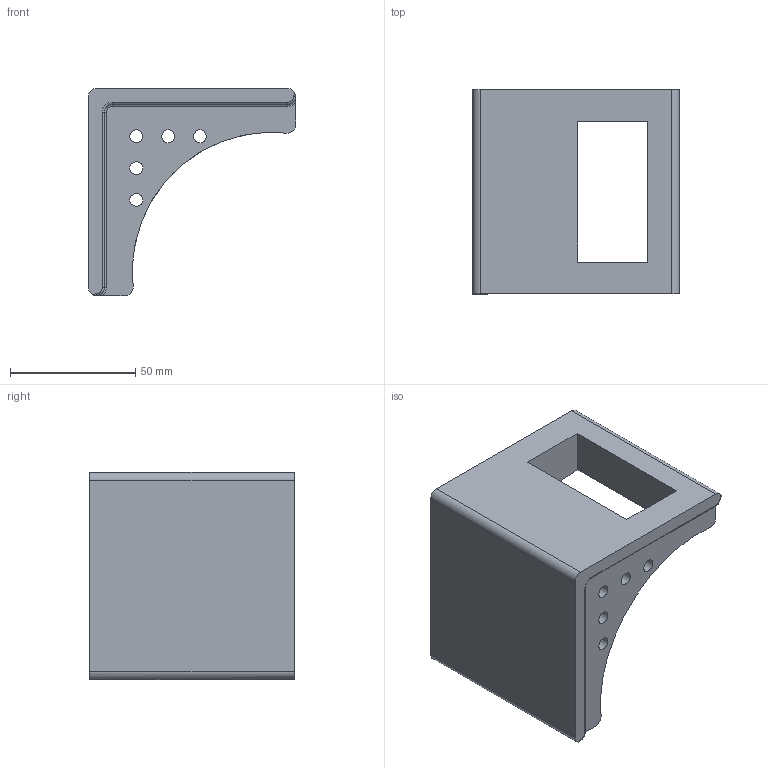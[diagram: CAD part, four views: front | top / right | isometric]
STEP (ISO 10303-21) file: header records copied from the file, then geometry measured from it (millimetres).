
FILE_DESCRIPTION(/* description */ (''),/* implementation_level */ '2;1');
FILE_NAME(/* name */ 'DONT USE DB1-017.stp',/* time_stamp */ '2025-03-08T20:01:07-05:00',/* author */ ('slick'),/* organization */ (''),/* preprocessor_version */ 'ST-DEVELOPER v19.2',/* originating_system */ 'Autodesk Inventor 2023',/* authorisation */ '');
FILE_SCHEMA (('AUTOMOTIVE_DESIGN { 1 0 10303 214 3 1 1 }'));
Length unit declared in the file: inch
Products named in the file (1): DB1-017
Bounding box: 82.55 x 81.41 x 82.55 mm (x, y, z)
Volume: 204124.4 mm3; surface area: 36086.3 mm2
Topology: 1 solids, 1 shells, 110 faces, 285 edges, 170 vertices
Faces by surface type: cylinder 48, plane 27, torus 26, bspline 9
Full cylindrical faces by diameter (mm): 5.105 x6
Entity records: 3908 total; most frequent: CARTESIAN_POINT 1193, DIRECTION 573, ORIENTED_EDGE 560, EDGE_CURVE 280, AXIS2_PLACEMENT_3D 231, VERTEX_POINT 170, CIRCLE 123, EDGE_LOOP 122
